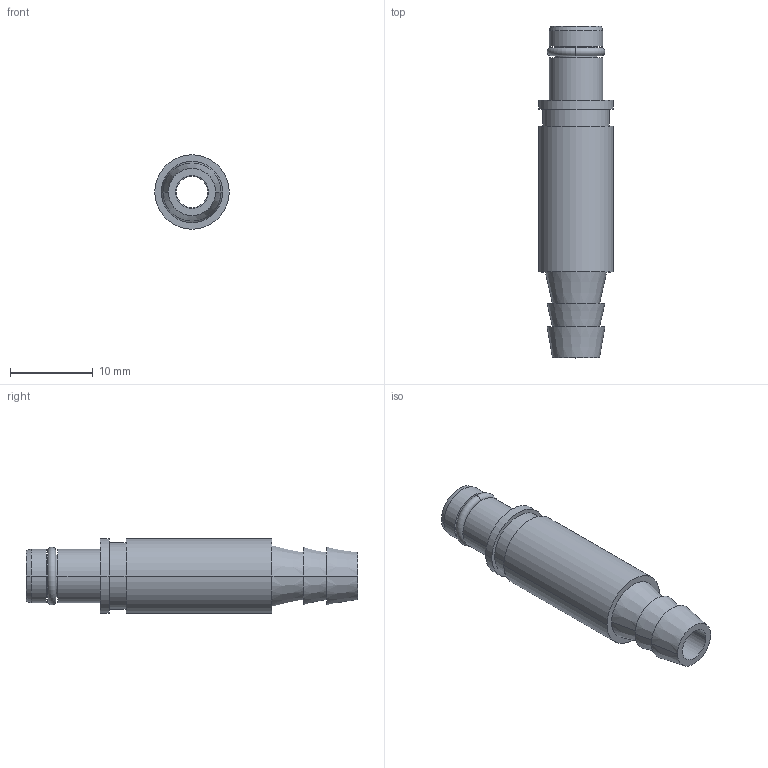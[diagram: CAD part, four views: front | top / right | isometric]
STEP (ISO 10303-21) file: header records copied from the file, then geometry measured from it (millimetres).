
FILE_DESCRIPTION((''),'2;1');
FILE_NAME('11','2020-09-04T',('sy.ji'),(''),'PRO/ENGINEER BY PARAMETRIC TECHNOLOGY CORPORATION, 2012480','PRO/ENGINEER BY PARAMETRIC TECHNOLOGY CORPORATION, 2012480','');
FILE_SCHEMA(('CONFIG_CONTROL_DESIGN'));
Length unit declared in the file: millimetre
Products named in the file (1): 11
Bounding box: 9 x 40.15 x 9 mm (x, y, z)
Volume: 1427.8 mm3; surface area: 1684.6 mm2
Topology: 1 solids, 1 shells, 40 faces, 84 edges, 54 vertices
Faces by surface type: cylinder 18, plane 10, cone 10, torus 2
Entity records: 1435 total; most frequent: DIRECTION 220, CARTESIAN_POINT 178, ORIENTED_EDGE 168, AXIS2_PLACEMENT_3D 96, EDGE_CURVE 84, CIRCLE 56, VERTEX_POINT 54, EDGE_LOOP 50
